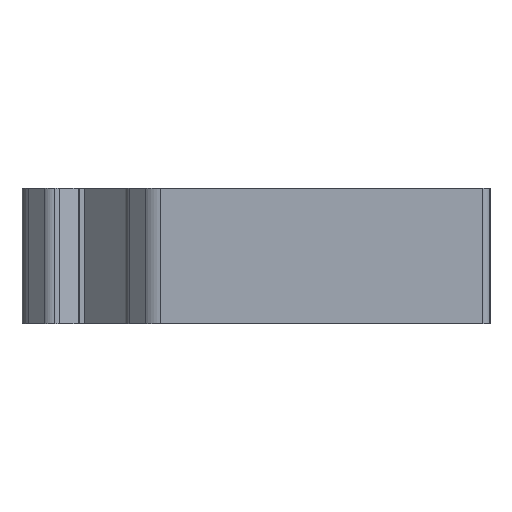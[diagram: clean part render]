
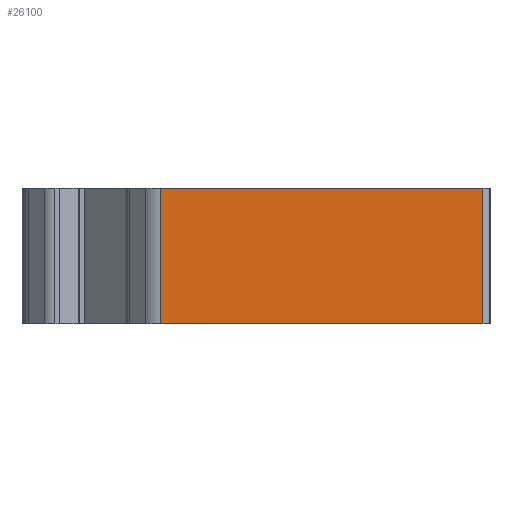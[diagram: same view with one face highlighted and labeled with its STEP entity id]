
A CAD part, left-side view. The second image highlights one B-rep face of the part: STEP entity #26100.
In plain terms, the highlighted planar face has unit normal (-1, 0, 0).
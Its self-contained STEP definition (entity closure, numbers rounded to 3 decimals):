
#110=CARTESIAN_POINT('',(-204.63,131.836,0.));
#120=VERTEX_POINT('',#110);
#2050=CARTESIAN_POINT('',(-204.63,154.415,0.));
#2060=VERTEX_POINT('',#2050);
#2090=CARTESIAN_POINT('',(-204.63,154.415,0.));
#2100=DIRECTION('',(0.,-1.,0.));
#2110=VECTOR('',#2100,1.);
#2120=LINE('',#2090,#2110);
#2130=EDGE_CURVE('',#2060,#120,#2120,.T.);
#5680=CARTESIAN_POINT('',(-204.63,154.415,9.5));
#5690=DIRECTION('',(0.,-1.,0.));
#5700=VECTOR('',#5690,1.);
#5710=LINE('',#5680,#5700);
#5720=CARTESIAN_POINT('',(-204.63,154.415,9.5));
#5730=VERTEX_POINT('',#5720);
#5740=CARTESIAN_POINT('',(-204.63,131.836,9.5));
#5750=VERTEX_POINT('',#5740);
#5760=EDGE_CURVE('',#5730,#5750,#5710,.T.);
#25770=CARTESIAN_POINT('',(-204.63,154.415,0.));
#25780=DIRECTION('',(0.,0.,1.));
#25790=VECTOR('',#25780,1.);
#25800=LINE('',#25770,#25790);
#25810=EDGE_CURVE('',#2060,#5730,#25800,.T.);
#25940=CARTESIAN_POINT('',(-204.63,131.836,0.));
#25950=DIRECTION('',(-1.,0.,0.));
#25960=DIRECTION('',(0.,1.,0.));
#25970=AXIS2_PLACEMENT_3D('',#25940,#25950,#25960);
#25980=PLANE('',#25970);
#25990=ORIENTED_EDGE('',*,*,#25810,.F.);
#26000=ORIENTED_EDGE('',*,*,#5760,.F.);
#26010=CARTESIAN_POINT('',(-204.63,131.836,0.));
#26020=DIRECTION('',(0.,0.,1.));
#26030=VECTOR('',#26020,1.);
#26040=LINE('',#26010,#26030);
#26050=EDGE_CURVE('',#120,#5750,#26040,.T.);
#26060=ORIENTED_EDGE('',*,*,#26050,.T.);
#26070=ORIENTED_EDGE('',*,*,#2130,.T.);
#26080=EDGE_LOOP('',(#26070,#26060,#26000,#25990));
#26090=FACE_OUTER_BOUND('',#26080,.T.);
#26100=ADVANCED_FACE('',(#26090),#25980,.T.);
